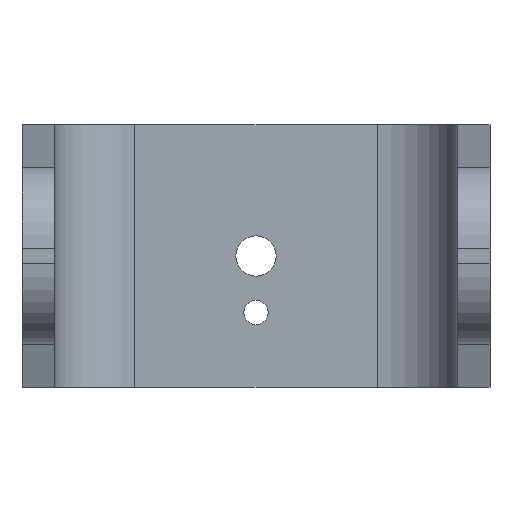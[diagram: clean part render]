
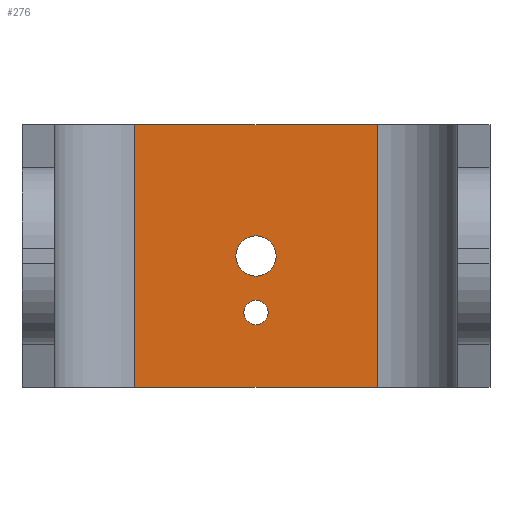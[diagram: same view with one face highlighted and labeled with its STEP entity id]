
A CAD part, front view. The second image highlights one B-rep face of the part: STEP entity #276.
In plain terms, the highlighted planar face has unit normal (0, -1, 0).
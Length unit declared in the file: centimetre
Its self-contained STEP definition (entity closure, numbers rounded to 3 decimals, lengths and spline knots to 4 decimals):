
#8 = DIRECTION ( 'NONE',  ( 1., 0., 0. ) ) ;
#14 = DIRECTION ( 'NONE',  ( 0., 1., 0. ) ) ;
#22 = ORIENTED_EDGE ( 'NONE', *, *, #946, .T. ) ;
#51 = CARTESIAN_POINT ( 'NONE',  ( 2.9, 9.35, 0.925 ) ) ;
#61 = LINE ( 'NONE', #691, #875 ) ;
#62 = EDGE_CURVE ( 'NONE', #369, #341, #656, .T. ) ;
#86 = DIRECTION ( 'NONE',  ( 1., 0., 0. ) ) ;
#95 = EDGE_CURVE ( 'NONE', #629, #223, #887, .T. ) ;
#106 = DIRECTION ( 'NONE',  ( 0., 0., -1. ) ) ;
#117 = EDGE_LOOP ( 'NONE', ( #246, #689 ) ) ;
#118 = CARTESIAN_POINT ( 'NONE',  ( 1.4, 9.35, 0. ) ) ;
#121 = VECTOR ( 'NONE', #8, 100. ) ;
#134 = CARTESIAN_POINT ( 'NONE',  ( 2.9, 9.35, 1.875 ) ) ;
#140 = VERTEX_POINT ( 'NONE', #516 ) ;
#147 = EDGE_LOOP ( 'NONE', ( #22, #660, #802, #1029 ) ) ;
#176 = CIRCLE ( 'NONE', #501, 0.15 ) ;
#214 = EDGE_CURVE ( 'NONE', #341, #369, #307, .T. ) ;
#221 = DIRECTION ( 'NONE',  ( 0., 0., 1. ) ) ;
#223 = VERTEX_POINT ( 'NONE', #611 ) ;
#235 = VERTEX_POINT ( 'NONE', #381 ) ;
#238 = AXIS2_PLACEMENT_3D ( 'NONE', #540, #948, #1023 ) ;
#246 = ORIENTED_EDGE ( 'NONE', *, *, #62, .T. ) ;
#276 = ADVANCED_FACE ( 'NONE', ( #790, #385, #532 ), #1005, .F. ) ;
#287 = VECTOR ( 'NONE', #86, 100. ) ;
#307 = CIRCLE ( 'NONE', #651, 0.25 ) ;
#313 = CIRCLE ( 'NONE', #392, 0.15 ) ;
#322 = CARTESIAN_POINT ( 'NONE',  ( 2.9, 9.35, 1.625 ) ) ;
#337 = CARTESIAN_POINT ( 'NONE',  ( 0., 9.35, 3.25 ) ) ;
#341 = VERTEX_POINT ( 'NONE', #869 ) ;
#343 = DIRECTION ( 'NONE',  ( 0., 0., 1. ) ) ;
#369 = VERTEX_POINT ( 'NONE', #134 ) ;
#381 = CARTESIAN_POINT ( 'NONE',  ( 2.9, 9.35, 1.075 ) ) ;
#385 = FACE_BOUND ( 'NONE', #1020, .T. ) ;
#392 = AXIS2_PLACEMENT_3D ( 'NONE', #486, #791, #549 ) ;
#397 = EDGE_CURVE ( 'NONE', #796, #673, #61, .T. ) ;
#421 = CARTESIAN_POINT ( 'NONE',  ( 4.4, 9.35, 3.25 ) ) ;
#423 = CARTESIAN_POINT ( 'NONE',  ( 4.4, 9.35, 3.25 ) ) ;
#467 = EDGE_CURVE ( 'NONE', #235, #140, #176, .T. ) ;
#482 = VECTOR ( 'NONE', #106, 100. ) ;
#486 = CARTESIAN_POINT ( 'NONE',  ( 2.9, 9.35, 0.925 ) ) ;
#501 = AXIS2_PLACEMENT_3D ( 'NONE', #51, #686, #837 ) ;
#516 = CARTESIAN_POINT ( 'NONE',  ( 2.9, 9.35, 0.775 ) ) ;
#532 = FACE_OUTER_BOUND ( 'NONE', #147, .T. ) ;
#540 = CARTESIAN_POINT ( 'NONE',  ( 0., 9.35, 3.25 ) ) ;
#549 = DIRECTION ( 'NONE',  ( 0., 0., 1. ) ) ;
#555 = CARTESIAN_POINT ( 'NONE',  ( 0., 9.35, 0. ) ) ;
#611 = CARTESIAN_POINT ( 'NONE',  ( 4.4, 9.35, 0. ) ) ;
#614 = DIRECTION ( 'NONE',  ( 0., 0., -1. ) ) ;
#629 = VERTEX_POINT ( 'NONE', #421 ) ;
#651 = AXIS2_PLACEMENT_3D ( 'NONE', #322, #769, #221 ) ;
#656 = CIRCLE ( 'NONE', #1001, 0.25 ) ;
#660 = ORIENTED_EDGE ( 'NONE', *, *, #95, .F. ) ;
#673 = VERTEX_POINT ( 'NONE', #118 ) ;
#686 = DIRECTION ( 'NONE',  ( 0., 1., 0. ) ) ;
#689 = ORIENTED_EDGE ( 'NONE', *, *, #214, .T. ) ;
#691 = CARTESIAN_POINT ( 'NONE',  ( 1.4, 9.35, 3.25 ) ) ;
#700 = LINE ( 'NONE', #555, #287 ) ;
#763 = LINE ( 'NONE', #337, #121 ) ;
#769 = DIRECTION ( 'NONE',  ( 0., 1., 0. ) ) ;
#788 = CARTESIAN_POINT ( 'NONE',  ( 1.4, 9.35, 3.25 ) ) ;
#790 = FACE_BOUND ( 'NONE', #117, .T. ) ;
#791 = DIRECTION ( 'NONE',  ( 0., 1., 0. ) ) ;
#796 = VERTEX_POINT ( 'NONE', #788 ) ;
#802 = ORIENTED_EDGE ( 'NONE', *, *, #844, .F. ) ;
#837 = DIRECTION ( 'NONE',  ( 0., 0., 1. ) ) ;
#844 = EDGE_CURVE ( 'NONE', #796, #629, #763, .T. ) ;
#869 = CARTESIAN_POINT ( 'NONE',  ( 2.9, 9.35, 1.375 ) ) ;
#875 = VECTOR ( 'NONE', #614, 100. ) ;
#887 = LINE ( 'NONE', #423, #482 ) ;
#892 = ORIENTED_EDGE ( 'NONE', *, *, #467, .T. ) ;
#894 = ORIENTED_EDGE ( 'NONE', *, *, #900, .T. ) ;
#900 = EDGE_CURVE ( 'NONE', #140, #235, #313, .T. ) ;
#946 = EDGE_CURVE ( 'NONE', #673, #223, #700, .T. ) ;
#948 = DIRECTION ( 'NONE',  ( 0., 1., 0. ) ) ;
#972 = CARTESIAN_POINT ( 'NONE',  ( 2.9, 9.35, 1.625 ) ) ;
#1001 = AXIS2_PLACEMENT_3D ( 'NONE', #972, #14, #343 ) ;
#1005 = PLANE ( 'NONE',  #238 ) ;
#1020 = EDGE_LOOP ( 'NONE', ( #892, #894 ) ) ;
#1023 = DIRECTION ( 'NONE',  ( 0., 0., 1. ) ) ;
#1029 = ORIENTED_EDGE ( 'NONE', *, *, #397, .T. ) ;
